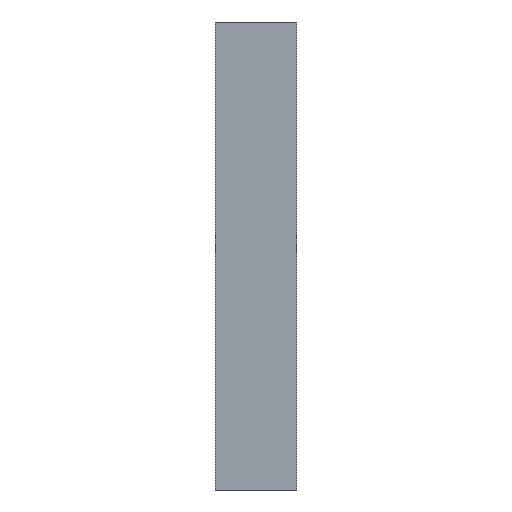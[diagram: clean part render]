
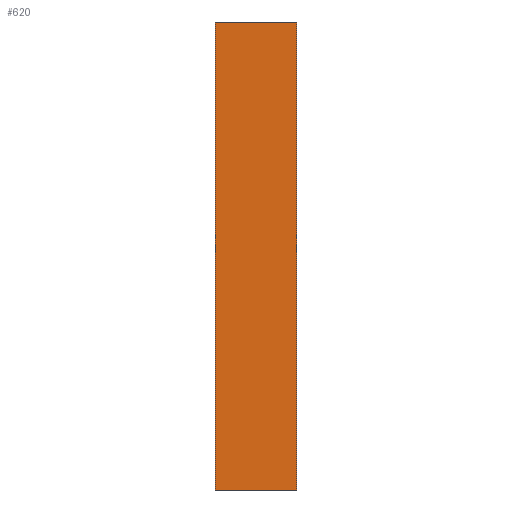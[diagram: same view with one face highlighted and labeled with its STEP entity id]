
A CAD part, front view. The second image highlights one B-rep face of the part: STEP entity #620.
In plain terms, the highlighted planar face has unit normal (0, -1, 0).
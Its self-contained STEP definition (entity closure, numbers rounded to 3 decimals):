
#39 = EDGE_CURVE ( 'NONE', #2861, #1015, #3942, .T. ) ;
#109 = CARTESIAN_POINT ( 'NONE',  ( 173.4, 0., -1000. ) ) ;
#337 = CARTESIAN_POINT ( 'NONE',  ( -173.4, 0., 1000. ) ) ;
#366 = CARTESIAN_POINT ( 'NONE',  ( 175., 0., -1000. ) ) ;
#620 = ADVANCED_FACE ( 'NONE', ( #2768 ), #7772, .T. ) ;
#642 = VERTEX_POINT ( 'NONE', #5628 ) ;
#849 = CARTESIAN_POINT ( 'NONE',  ( 175., 0., -1000. ) ) ;
#856 = DIRECTION ( 'NONE',  ( 0., 0., 1. ) ) ;
#1015 = VERTEX_POINT ( 'NONE', #4961 ) ;
#1032 = EDGE_CURVE ( 'NONE', #5110, #642, #7020, .T. ) ;
#1076 = VECTOR ( 'NONE', #3167, 1000. ) ;
#1226 = CARTESIAN_POINT ( 'NONE',  ( 175., 0., 1000. ) ) ;
#1305 = ORIENTED_EDGE ( 'NONE', *, *, #7763, .T. ) ;
#1423 = ORIENTED_EDGE ( 'NONE', *, *, #4058, .F. ) ;
#1498 = DIRECTION ( 'NONE',  ( 0., 0., 1. ) ) ;
#1597 = CARTESIAN_POINT ( 'NONE',  ( -175., 0., -1000. ) ) ;
#1934 = CARTESIAN_POINT ( 'NONE',  ( -175., 0., 1000. ) ) ;
#1960 = VECTOR ( 'NONE', #4638, 1000. ) ;
#2280 = LINE ( 'NONE', #1597, #7646 ) ;
#2627 = DIRECTION ( 'NONE',  ( 1., 0., 0. ) ) ;
#2768 = FACE_OUTER_BOUND ( 'NONE', #2798, .T. ) ;
#2798 = EDGE_LOOP ( 'NONE', ( #7966, #8426, #1423, #6866, #1305, #8060, #6542, #6580 ) ) ;
#2861 = VERTEX_POINT ( 'NONE', #337 ) ;
#3167 = DIRECTION ( 'NONE',  ( 1., 0., 0. ) ) ;
#3317 = CARTESIAN_POINT ( 'NONE',  ( 175., 0., 1000. ) ) ;
#3402 = VERTEX_POINT ( 'NONE', #1934 ) ;
#3579 = DIRECTION ( 'NONE',  ( 1., 0., 0. ) ) ;
#3669 = VERTEX_POINT ( 'NONE', #3692 ) ;
#3692 = CARTESIAN_POINT ( 'NONE',  ( -173.4, 0., -1000. ) ) ;
#3764 = LINE ( 'NONE', #849, #5157 ) ;
#3778 = LINE ( 'NONE', #1226, #7430 ) ;
#3942 = LINE ( 'NONE', #3317, #8540 ) ;
#4058 = EDGE_CURVE ( 'NONE', #8376, #3402, #2280, .T. ) ;
#4117 = EDGE_CURVE ( 'NONE', #2861, #3402, #7392, .T. ) ;
#4157 = DIRECTION ( 'NONE',  ( 0., -1., 0. ) ) ;
#4255 = VECTOR ( 'NONE', #5095, 1000. ) ;
#4460 = EDGE_CURVE ( 'NONE', #3669, #8376, #3764, .T. ) ;
#4603 = CARTESIAN_POINT ( 'NONE',  ( 175., 0., -1000. ) ) ;
#4638 = DIRECTION ( 'NONE',  ( -1., 0., 0. ) ) ;
#4961 = CARTESIAN_POINT ( 'NONE',  ( 173.4, 0., 1000. ) ) ;
#5095 = DIRECTION ( 'NONE',  ( 1., 0., 0. ) ) ;
#5110 = VERTEX_POINT ( 'NONE', #4603 ) ;
#5157 = VECTOR ( 'NONE', #7881, 1000. ) ;
#5628 = CARTESIAN_POINT ( 'NONE',  ( 175., 0., 1000. ) ) ;
#6053 = AXIS2_PLACEMENT_3D ( 'NONE', #8377, #4157, #3579 ) ;
#6082 = CARTESIAN_POINT ( 'NONE',  ( -175., 0., -1000. ) ) ;
#6089 = VERTEX_POINT ( 'NONE', #109 ) ;
#6336 = CARTESIAN_POINT ( 'NONE',  ( 175., 0., -1000. ) ) ;
#6542 = ORIENTED_EDGE ( 'NONE', *, *, #1032, .T. ) ;
#6580 = ORIENTED_EDGE ( 'NONE', *, *, #8901, .F. ) ;
#6636 = VECTOR ( 'NONE', #1498, 1000. ) ;
#6866 = ORIENTED_EDGE ( 'NONE', *, *, #4460, .F. ) ;
#6966 = EDGE_CURVE ( 'NONE', #6089, #5110, #7328, .T. ) ;
#7020 = LINE ( 'NONE', #6336, #6636 ) ;
#7238 = CARTESIAN_POINT ( 'NONE',  ( 175., 0., -1000. ) ) ;
#7328 = LINE ( 'NONE', #7238, #4255 ) ;
#7336 = CARTESIAN_POINT ( 'NONE',  ( -175., 0., 1000. ) ) ;
#7392 = LINE ( 'NONE', #7336, #1960 ) ;
#7430 = VECTOR ( 'NONE', #8989, 1000. ) ;
#7646 = VECTOR ( 'NONE', #856, 1000. ) ;
#7763 = EDGE_CURVE ( 'NONE', #3669, #6089, #8591, .T. ) ;
#7772 = PLANE ( 'NONE',  #6053 ) ;
#7881 = DIRECTION ( 'NONE',  ( -1., 0., 0. ) ) ;
#7966 = ORIENTED_EDGE ( 'NONE', *, *, #39, .F. ) ;
#8060 = ORIENTED_EDGE ( 'NONE', *, *, #6966, .T. ) ;
#8376 = VERTEX_POINT ( 'NONE', #6082 ) ;
#8377 = CARTESIAN_POINT ( 'NONE',  ( 175., 0., -1000. ) ) ;
#8426 = ORIENTED_EDGE ( 'NONE', *, *, #4117, .T. ) ;
#8540 = VECTOR ( 'NONE', #2627, 1000. ) ;
#8591 = LINE ( 'NONE', #366, #1076 ) ;
#8901 = EDGE_CURVE ( 'NONE', #1015, #642, #3778, .T. ) ;
#8989 = DIRECTION ( 'NONE',  ( 1., 0., 0. ) ) ;
